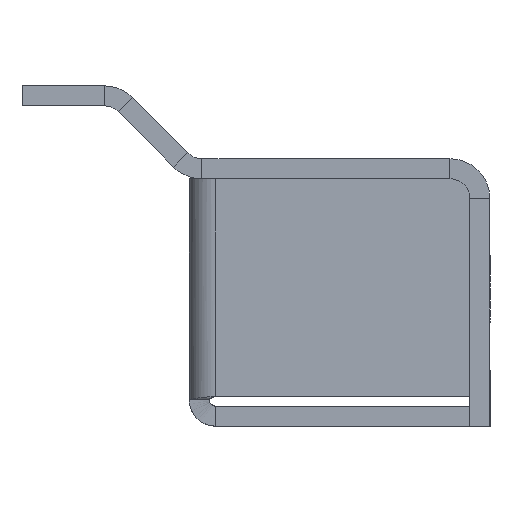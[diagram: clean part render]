
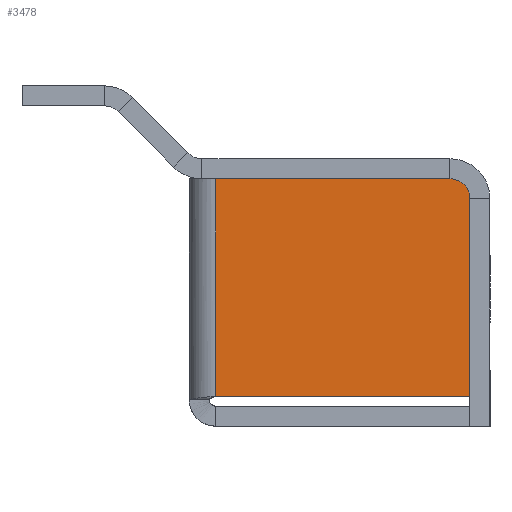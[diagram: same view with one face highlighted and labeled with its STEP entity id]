
A CAD part, left-side view. The second image highlights one B-rep face of the part: STEP entity #3478.
In plain terms, the highlighted planar face has unit normal (-1, 0, 0).
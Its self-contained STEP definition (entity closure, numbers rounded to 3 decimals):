
#1259 = CARTESIAN_POINT ( 'NONE',  ( -86.5, 2.817, -5.405 ) ) ;
#1776 = LINE ( 'NONE', #7374, #3835 ) ;
#1898 = ORIENTED_EDGE ( 'NONE', *, *, #7531, .T. ) ;
#2133 = AXIS2_PLACEMENT_3D ( 'NONE', #13922, #2230, #11477 ) ;
#2227 = DIRECTION ( 'NONE',  ( 0., -1., 0. ) ) ;
#2230 = DIRECTION ( 'NONE',  ( 1., 0., 0. ) ) ;
#2804 = EDGE_CURVE ( 'NONE', #16246, #8331, #11614, .T. ) ;
#2866 = CARTESIAN_POINT ( 'NONE',  ( -86.5, 2.817, 28.595 ) ) ;
#3478 = ADVANCED_FACE ( 'NONE', ( #12396 ), #7366, .F. ) ;
#3623 = CARTESIAN_POINT ( 'NONE',  ( -86.5, 44.817, -0.99 ) ) ;
#3835 = VECTOR ( 'NONE', #16533, 1000. ) ;
#3898 = DIRECTION ( 'NONE',  ( 0., 0., 1. ) ) ;
#5148 = VERTEX_POINT ( 'NONE', #14415 ) ;
#5281 = CIRCLE ( 'NONE', #6870, 3. ) ;
#6021 = CARTESIAN_POINT ( 'NONE',  ( -86.5, 44.817, 31.595 ) ) ;
#6870 = AXIS2_PLACEMENT_3D ( 'NONE', #9893, #8395, #13620 ) ;
#7366 = PLANE ( 'NONE',  #2133 ) ;
#7374 = CARTESIAN_POINT ( 'NONE',  ( -86.5, 40.817, -5.405 ) ) ;
#7531 = EDGE_CURVE ( 'NONE', #16246, #8075, #1776, .T. ) ;
#8075 = VERTEX_POINT ( 'NONE', #16326 ) ;
#8177 = LINE ( 'NONE', #1259, #11040 ) ;
#8331 = VERTEX_POINT ( 'NONE', #12870 ) ;
#8395 = DIRECTION ( 'NONE',  ( -1., 0., 0. ) ) ;
#9183 = CARTESIAN_POINT ( 'NONE',  ( -86.5, 40.817, 31.595 ) ) ;
#9188 = EDGE_CURVE ( 'NONE', #8075, #5148, #17021, .T. ) ;
#9893 = CARTESIAN_POINT ( 'NONE',  ( -86.5, 5.817, 28.595 ) ) ;
#10192 = ORIENTED_EDGE ( 'NONE', *, *, #2804, .F. ) ;
#10589 = EDGE_CURVE ( 'NONE', #5148, #13354, #8177, .T. ) ;
#11040 = VECTOR ( 'NONE', #3898, 1000. ) ;
#11477 = DIRECTION ( 'NONE',  ( 0., 0., -1. ) ) ;
#11614 = LINE ( 'NONE', #6021, #14032 ) ;
#11878 = EDGE_CURVE ( 'NONE', #13354, #8331, #5281, .T. ) ;
#12281 = ORIENTED_EDGE ( 'NONE', *, *, #11878, .T. ) ;
#12396 = FACE_OUTER_BOUND ( 'NONE', #13173, .T. ) ;
#12870 = CARTESIAN_POINT ( 'NONE',  ( -86.5, 5.817, 31.595 ) ) ;
#13173 = EDGE_LOOP ( 'NONE', ( #15643, #12281, #10192, #1898, #13669 ) ) ;
#13354 = VERTEX_POINT ( 'NONE', #2866 ) ;
#13620 = DIRECTION ( 'NONE',  ( 0., 0., -1. ) ) ;
#13669 = ORIENTED_EDGE ( 'NONE', *, *, #9188, .T. ) ;
#13922 = CARTESIAN_POINT ( 'NONE',  ( -86.5, 44.817, -5.405 ) ) ;
#14032 = VECTOR ( 'NONE', #15156, 1000. ) ;
#14415 = CARTESIAN_POINT ( 'NONE',  ( -86.5, 2.817, -0.99 ) ) ;
#15156 = DIRECTION ( 'NONE',  ( 0., -1., 0. ) ) ;
#15643 = ORIENTED_EDGE ( 'NONE', *, *, #10589, .T. ) ;
#16246 = VERTEX_POINT ( 'NONE', #9183 ) ;
#16326 = CARTESIAN_POINT ( 'NONE',  ( -86.5, 40.817, -0.99 ) ) ;
#16533 = DIRECTION ( 'NONE',  ( 0., 0., -1. ) ) ;
#16813 = VECTOR ( 'NONE', #2227, 1000. ) ;
#17021 = LINE ( 'NONE', #3623, #16813 ) ;
